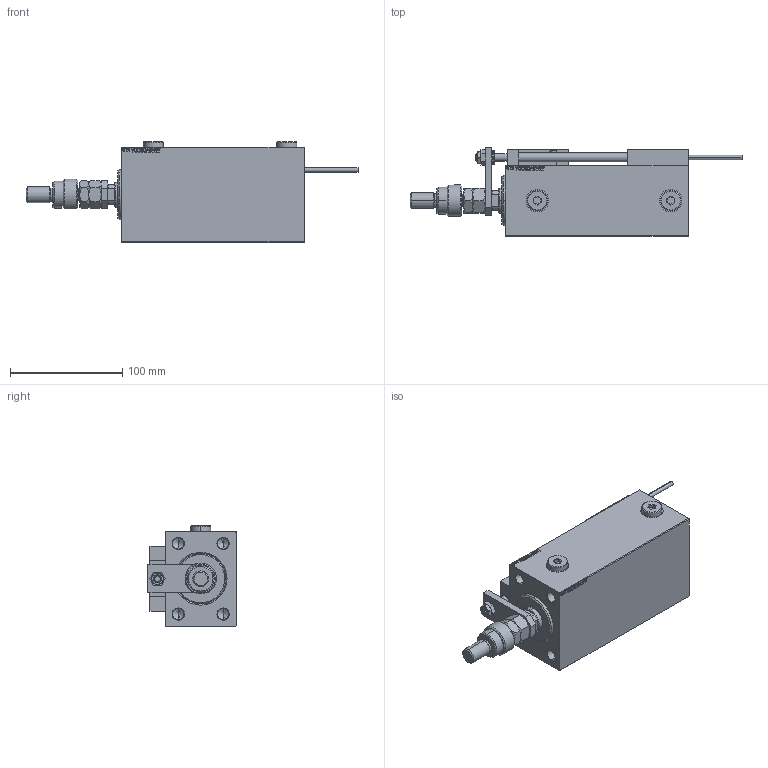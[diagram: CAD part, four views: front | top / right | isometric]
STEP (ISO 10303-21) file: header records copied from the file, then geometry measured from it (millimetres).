
FILE_DESCRIPTION (( 'STEP AP203' ), '1' );
FILE_NAME ('8606.STEP', '2024-02-13T02:16:37', ( '' ), ( '' ), 'SwSTEP 2.0', 'SolidWorks 2019', '' );
FILE_SCHEMA (( 'CONFIG_CONTROL_DESIGN' ));
Length unit declared in the file: millimetre
Products named in the file (20): SWITCH DIM B,W eaaa0de0aeb87222e31cb07baaab25d6; MFA eaaa0de0aeb87222e31cb07baaab25d6; ALLEN BOLT D8 eaaa0de0aeb87222e31cb07baaab25d6; ALLEN BOLT D5 eaaa0de0aeb87222e31cb07baaab25d6; V450CM_B_Body eaaa0de0aeb87222e31cb07baaab25d6; V450CM_B_VCP eaaa0de0aeb87222e31cb07baaab25d6; MAGNET eaaa0de0aeb87222e31cb07baaab25d6; V450CM_VC_B eaaa0de0aeb87222e31cb07baaab25d6; ZARAZKA eaaa0de0aeb87222e31cb07baaab25d6; Zatka_OIL_PORT eaaa0de0aeb87222e31cb07baaab25d6; SWITCH X eaaa0de0aeb87222e31cb07baaab25d6; NUT_D12 eaaa0de0aeb87222e31cb07baaab25d6; NUT_D10 eaaa0de0aeb87222e31cb07baaab25d6; SWITCH_X_FRONT_BACK eaaa0de0aeb87222e31cb07baaab25d6; 8606; FEMALE_PART_FOR_DFA eaaa0de0aeb87222e31cb07baaab25d6; X_Y_DFA eaaa0de0aeb87222e31cb07baaab25d6; KONCOVKA eaaa0de0aeb87222e31cb07baaab25d6; TYC_L79 eaaa0de0aeb87222e31cb07baaab25d6; Block eaaa0de0aeb87222e31cb07baaab25d6
Assembly tree (30 placements, depth 3):
  8606
    V450CM_B_Body eaaa0de0aeb87222e31cb07baaab25d6
    V450CM_B_VCP eaaa0de0aeb87222e31cb07baaab25d6
    SWITCH X eaaa0de0aeb87222e31cb07baaab25d6
      SWITCH_X_FRONT_BACK eaaa0de0aeb87222e31cb07baaab25d6  x2
      TYC_L79 eaaa0de0aeb87222e31cb07baaab25d6
      Block eaaa0de0aeb87222e31cb07baaab25d6  x2
      ALLEN BOLT D5 eaaa0de0aeb87222e31cb07baaab25d6  x4
      ALLEN BOLT D8 eaaa0de0aeb87222e31cb07baaab25d6  x4
      MAGNET eaaa0de0aeb87222e31cb07baaab25d6  x2
      KONCOVKA eaaa0de0aeb87222e31cb07baaab25d6  x2
    NUT_D10 eaaa0de0aeb87222e31cb07baaab25d6
    NUT_D12 eaaa0de0aeb87222e31cb07baaab25d6
    SWITCH DIM B,W eaaa0de0aeb87222e31cb07baaab25d6
    ZARAZKA eaaa0de0aeb87222e31cb07baaab25d6
    V450CM_VC_B eaaa0de0aeb87222e31cb07baaab25d6
    X_Y_DFA eaaa0de0aeb87222e31cb07baaab25d6
      FEMALE_PART_FOR_DFA eaaa0de0aeb87222e31cb07baaab25d6
      MFA eaaa0de0aeb87222e31cb07baaab25d6
    Zatka_OIL_PORT eaaa0de0aeb87222e31cb07baaab25d6  x2
Bounding box: 296 x 78.5 x 89.9 mm (x, y, z)
Volume: 845948.9 mm3; surface area: 144118.1 mm2
Topology: 28 solids, 28 shells, 1457 faces, 3454 edges, 2174 vertices
Faces by surface type: plane 623, bspline 380, cylinder 213, cone 189, torus 48, sphere 4
Entity records: 55333 total; most frequent: CARTESIAN_POINT 27240, ORIENTED_EDGE 5816, DIRECTION 4155, EDGE_CURVE 2908, VERTEX_POINT 1874, LINE 1633, VECTOR 1633, EDGE_LOOP 1354
